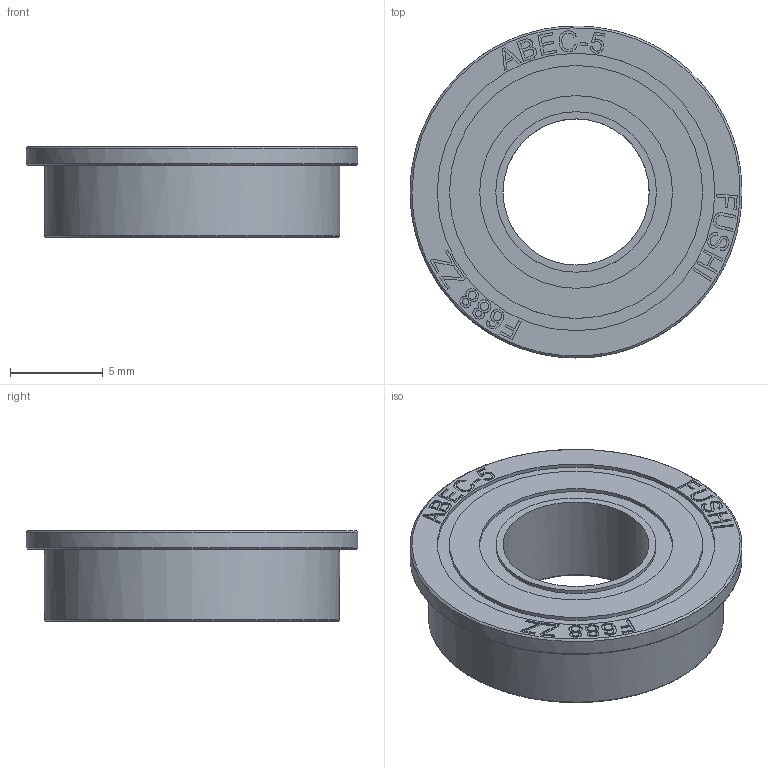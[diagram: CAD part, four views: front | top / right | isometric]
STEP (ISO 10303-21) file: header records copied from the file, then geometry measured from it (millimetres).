
FILE_DESCRIPTION(/* description */ (''),/* implementation_level */ '2;1');
FILE_NAME(/* name */ 'FUSHI F688ZZ v2.step',/* time_stamp */ '2024-01-17T13:08:21+01:00',/* author */ (''),/* organization */ (''),/* preprocessor_version */ 'ST-DEVELOPER v20',/* originating_system */ 'Autodesk Translation Framework v12.14.0.127',/* authorisation */ '');
FILE_SCHEMA (('AUTOMOTIVE_DESIGN { 1 0 10303 214 3 1 1 }'));
Length unit declared in the file: millimetre
Products named in the file (1): FUSHI F688ZZ
Bounding box: 17.93 x 17.94 x 4.91 mm (x, y, z)
Volume: 770.5 mm3; surface area: 829.4 mm2
Topology: 1 solids, 1 shells, 366 faces, 984 edges, 654 vertices
Faces by surface type: bspline 207, plane 148, cylinder 11
Full cylindrical faces by diameter (mm): 7.9 x1, 8.678 x2, 10.415 x2, 13.679 x2, 15 x2, 15.95 x1, 17.94 x1
Entity records: 14197 total; most frequent: CARTESIAN_POINT 6418, ORIENTED_EDGE 1968, EDGE_CURVE 984, DIRECTION 897, VERTEX_POINT 654, LINE 547, VECTOR 547, B_SPLINE_CURVE_WITH_KNOTS 419
